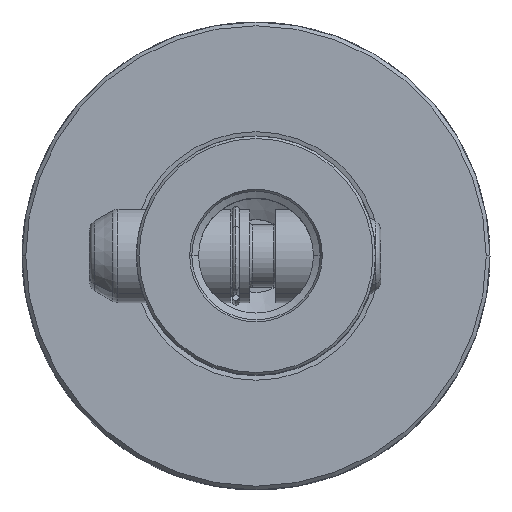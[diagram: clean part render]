
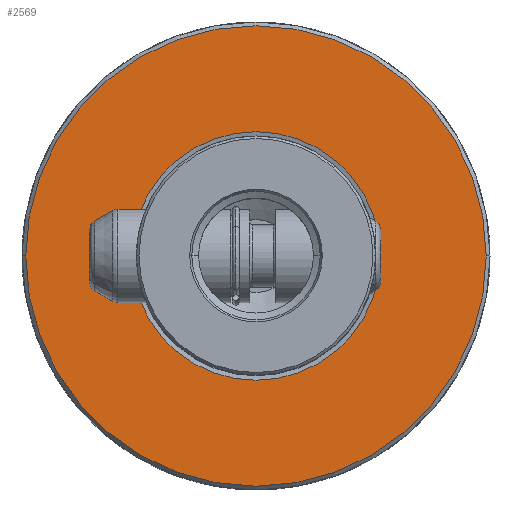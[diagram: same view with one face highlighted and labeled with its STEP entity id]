
A CAD part, top view. The second image highlights one B-rep face of the part: STEP entity #2569.
In plain terms, the highlighted planar face has unit normal (0, 0, 1).
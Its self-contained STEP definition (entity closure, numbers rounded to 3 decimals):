
#1467=EDGE_CURVE('NONE',#3037,#2899,#3714,.T.);
#2083=VERTEX_POINT('NONE',#4394);
#2501=EDGE_CURVE('NONE',#2523,#2083,#4868,.T.);
#2523=VERTEX_POINT('NONE',#4891);
#2569=ADVANCED_FACE('NONE',(#4943,#4944),#4945,.F.);
#2669=EDGE_CURVE('NONE',#2899,#3037,#5056,.T.);
#2899=VERTEX_POINT('NONE',#5308);
#3037=VERTEX_POINT('NONE',#5458);
#3331=EDGE_CURVE('NONE',#2083,#2523,#5788,.T.);
#3714=CIRCLE('',#6405,23.899);
#4394=CARTESIAN_POINT('',(-44.275,0.0,0.0));
#4868=CIRCLE('',#8547,44.275);
#4891=CARTESIAN_POINT('',(44.275,0.,0.0));
#4943=FACE_OUTER_BOUND('',#8661,.T.);
#4944=FACE_BOUND('',#8662,.T.);
#4945=PLANE('',#8663);
#5056=CIRCLE('',#8823,23.899);
#5308=CARTESIAN_POINT('',(-23.899,0.,0.0));
#5458=CARTESIAN_POINT('',(23.899,0.0,0.0));
#5788=CIRCLE('',#10288,44.275);
#6405=AXIS2_PLACEMENT_3D('',#10745,#10746,#10747);
#8547=AXIS2_PLACEMENT_3D('',#12123,#12124,#12125);
#8661=EDGE_LOOP('',(#12208,#12209));
#8662=EDGE_LOOP('',(#12210,#12211));
#8663=AXIS2_PLACEMENT_3D('',#12212,#12213,#12214);
#8823=AXIS2_PLACEMENT_3D('',#12348,#12349,#12350);
#10288=AXIS2_PLACEMENT_3D('',#13179,#13180,#13181);
#10745=CARTESIAN_POINT('',(0.0,0.0,0.0));
#10746=DIRECTION('',(0.0,0.0,1.0));
#10747=DIRECTION('',(-1.0,0.0,0.0));
#12123=CARTESIAN_POINT('',(0.0,0.0,0.0));
#12124=DIRECTION('',(0.0,0.0,-1.0));
#12125=DIRECTION('',(-1.0,0.0,0.0));
#12208=ORIENTED_EDGE('',*,*,#3331,.F.);
#12209=ORIENTED_EDGE('',*,*,#2501,.F.);
#12210=ORIENTED_EDGE('',*,*,#1467,.F.);
#12211=ORIENTED_EDGE('',*,*,#2669,.F.);
#12212=CARTESIAN_POINT('',(0.0,45.0,0.0));
#12213=DIRECTION('',(0.0,0.0,-1.0));
#12214=DIRECTION('',(0.0,1.0,0.0));
#12348=CARTESIAN_POINT('',(0.0,0.0,0.0));
#12349=DIRECTION('',(0.0,0.0,1.0));
#12350=DIRECTION('',(-1.0,0.0,0.0));
#13179=CARTESIAN_POINT('',(0.0,0.0,0.0));
#13180=DIRECTION('',(0.0,0.0,-1.0));
#13181=DIRECTION('',(-1.0,0.0,0.0));
